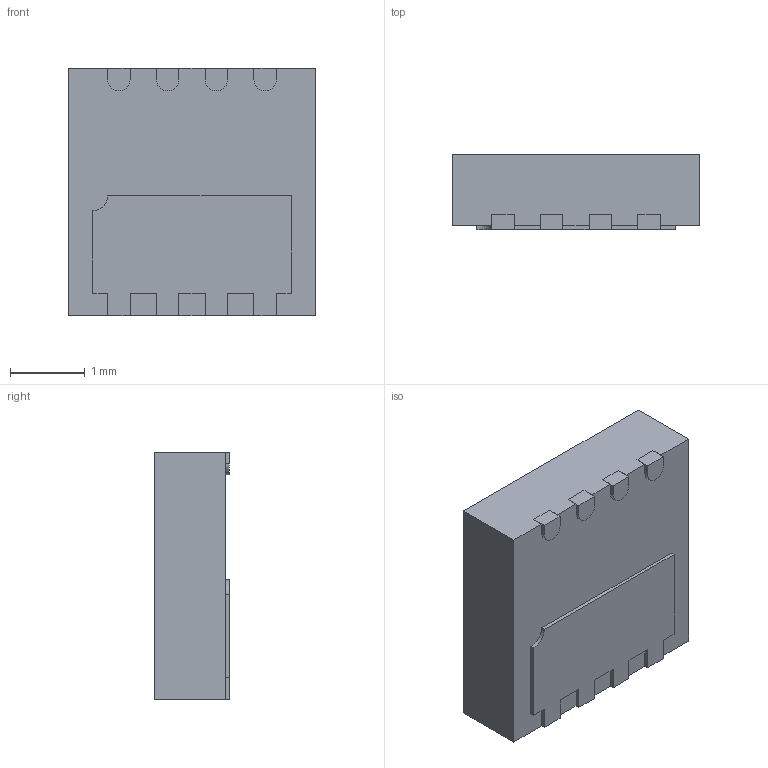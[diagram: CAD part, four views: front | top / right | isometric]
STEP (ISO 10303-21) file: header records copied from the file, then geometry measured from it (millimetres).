
FILE_DESCRIPTION (( 'STEP AP214' ), '1' );
FILE_NAME ('STL3N65M2.STEP', '2019-05-30T19:49:44', ( '' ), ( '' ), 'SwSTEP 2.0', 'SolidWorks 2017', '' );
FILE_SCHEMA (( 'AUTOMOTIVE_DESIGN' ));
Length unit declared in the file: millimetre
Products named in the file (1): STL3N65M2
Bounding box: 3.3 x 1 x 3.3 mm (x, y, z)
Volume: 10.6 mm3; surface area: 46.9 mm2
Topology: 6 solids, 6 shells, 94 faces, 246 edges, 164 vertices
Faces by surface type: plane 80, cylinder 14
Entity records: 2937 total; most frequent: CARTESIAN_POINT 505, ORIENTED_EDGE 492, DIRECTION 464, EDGE_CURVE 246, VECTOR 218, LINE 218, VERTEX_POINT 164, AXIS2_PLACEMENT_3D 123
